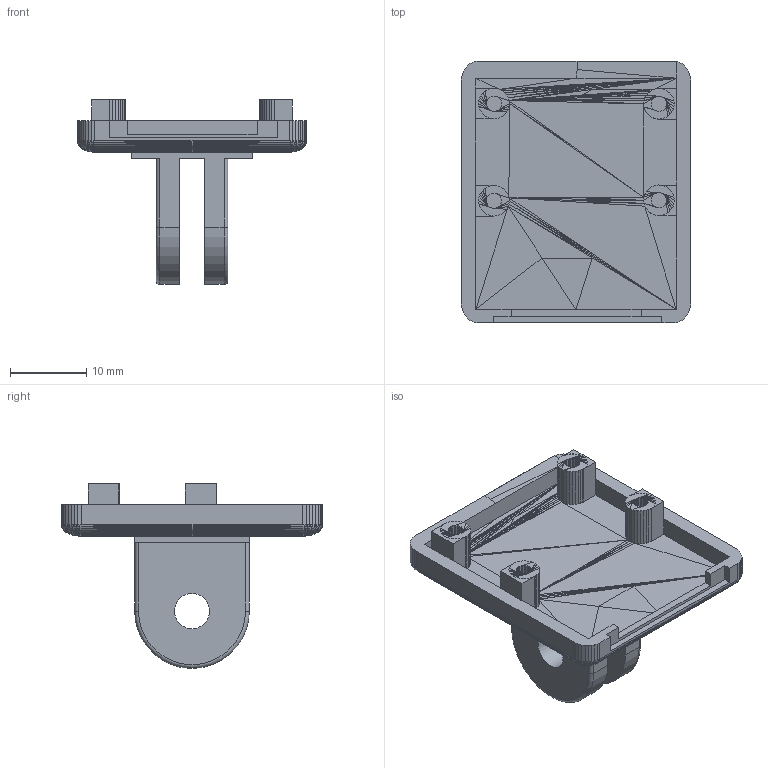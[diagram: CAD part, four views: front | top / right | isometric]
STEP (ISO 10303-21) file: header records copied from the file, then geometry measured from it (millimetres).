
FILE_DESCRIPTION(/* description */ ('Simple gopro mount'),/* implementation_level */ '2;1');
FILE_NAME(/* name */ 'case_with_gopro_mount_Shrinkwrap_1.stp',/* time_stamp */ '2019-02-05T11:26:57+01:00',/* author */ (''),/* organization */ ('JMCResearch.com'),/* preprocessor_version */ 'ST-DEVELOPER v17',/* originating_system */ 'Autodesk Inventor 2019',/* authorisation */ '');
FILE_SCHEMA (('AUTOMOTIVE_DESIGN { 1 0 10303 214 3 1 1 }'));
Length unit declared in the file: millimetre
Products named in the file (1): case_with_gopro_mount_Shrinkwrap_1
Bounding box: 30 x 34.24 x 24.18 mm (x, y, z)
Volume: 3768.6 mm3; surface area: 4326.6 mm2
Topology: 1 solids, 3 shells, 1381 faces, 2541 edges, 1164 vertices
Faces by surface type: plane 1369, cylinder 8, bspline 2, torus 2
Full cylindrical faces by diameter (mm): 4.6 x2
Entity records: 35046 total; most frequent: CARTESIAN_POINT 7519, DIRECTION 5311, ORIENTED_EDGE 5074, EDGE_CURVE 2541, LINE 2515, VECTOR 2515, AXIS2_PLACEMENT_3D 1398, EDGE_LOOP 1385
